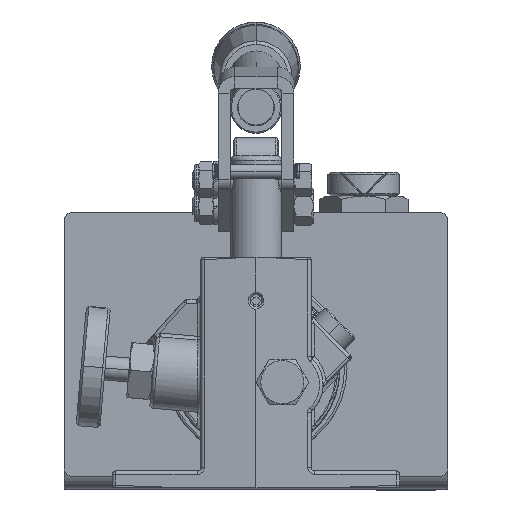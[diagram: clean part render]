
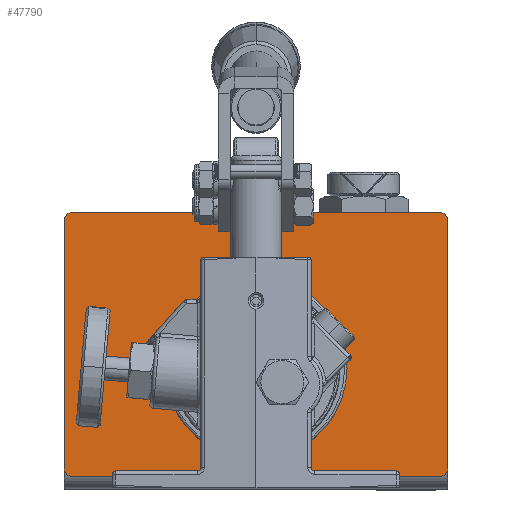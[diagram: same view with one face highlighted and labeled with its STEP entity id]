
A CAD part, top view. The second image highlights one B-rep face of the part: STEP entity #47790.
In plain terms, the highlighted planar face has unit normal (0, 0, 1).
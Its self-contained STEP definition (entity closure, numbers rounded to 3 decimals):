
#1155 = CARTESIAN_POINT ( 'NONE',  ( -80., 105., -26. ) ) ;
#1850 = LINE ( 'NONE', #29567, #49081 ) ;
#2523 = DIRECTION ( 'NONE',  ( 0., 0., 1. ) ) ;
#2816 = ORIENTED_EDGE ( 'NONE', *, *, #41248, .T. ) ;
#3425 = EDGE_CURVE ( 'NONE', #59428, #24309, #4059, .T. ) ;
#3710 = VERTEX_POINT ( 'NONE', #38448 ) ;
#4059 = LINE ( 'NONE', #46558, #49906 ) ;
#4128 = CARTESIAN_POINT ( 'NONE',  ( -77., -2., -26. ) ) ;
#4626 = VERTEX_POINT ( 'NONE', #1155 ) ;
#5229 = CIRCLE ( 'NONE', #55859, 3. ) ;
#5738 = DIRECTION ( 'NONE',  ( 0., 0., 1. ) ) ;
#6317 = VERTEX_POINT ( 'NONE', #4128 ) ;
#6987 = PLANE ( 'NONE',  #27098 ) ;
#8973 = AXIS2_PLACEMENT_3D ( 'NONE', #9749, #41721, #14334 ) ;
#9749 = CARTESIAN_POINT ( 'NONE',  ( 77., 1., -26. ) ) ;
#9860 = CARTESIAN_POINT ( 'NONE',  ( -80., 108., -26. ) ) ;
#10986 = EDGE_CURVE ( 'NONE', #24309, #4626, #47202, .T. ) ;
#11388 = DIRECTION ( 'NONE',  ( 1., 0., 0. ) ) ;
#11457 = DIRECTION ( 'NONE',  ( 1., 0., 0. ) ) ;
#11786 = DIRECTION ( 'NONE',  ( 0., 0., 1. ) ) ;
#13752 = CARTESIAN_POINT ( 'NONE',  ( -77., 105., -26. ) ) ;
#14334 = DIRECTION ( 'NONE',  ( 1., 0., 0. ) ) ;
#14440 = DIRECTION ( 'NONE',  ( 0., -1., 0. ) ) ;
#15459 = DIRECTION ( 'NONE',  ( 0., 0., 1. ) ) ;
#15866 = DIRECTION ( 'NONE',  ( -1., 0., 0. ) ) ;
#16001 = CARTESIAN_POINT ( 'NONE',  ( 80., 108., -26. ) ) ;
#16386 = ORIENTED_EDGE ( 'NONE', *, *, #10986, .T. ) ;
#17486 = VERTEX_POINT ( 'NONE', #23533 ) ;
#18447 = CIRCLE ( 'NONE', #20151, 3. ) ;
#19614 = CARTESIAN_POINT ( 'NONE',  ( 0., 43., -26. ) ) ;
#20151 = AXIS2_PLACEMENT_3D ( 'NONE', #42855, #15459, #47446 ) ;
#21449 = ORIENTED_EDGE ( 'NONE', *, *, #35960, .T. ) ;
#22205 = ORIENTED_EDGE ( 'NONE', *, *, #39745, .T. ) ;
#23113 = DIRECTION ( 'NONE',  ( 0., 0., 1. ) ) ;
#23533 = CARTESIAN_POINT ( 'NONE',  ( 77., -2., -26. ) ) ;
#23834 = AXIS2_PLACEMENT_3D ( 'NONE', #33139, #5738, #37734 ) ;
#24222 = DIRECTION ( 'NONE',  ( 1., 0., 0. ) ) ;
#24309 = VERTEX_POINT ( 'NONE', #37939 ) ;
#25357 = ORIENTED_EDGE ( 'NONE', *, *, #58799, .T. ) ;
#25672 = ORIENTED_EDGE ( 'NONE', *, *, #31168, .T. ) ;
#27098 = AXIS2_PLACEMENT_3D ( 'NONE', #29926, #2523, #34512 ) ;
#27641 = EDGE_LOOP ( 'NONE', ( #25357, #32770, #21449, #22205, #33176, #16386, #2816, #25672 ) ) ;
#28855 = CIRCLE ( 'NONE', #55704, 34.1 ) ;
#29033 = VECTOR ( 'NONE', #47977, 1000. ) ;
#29567 = CARTESIAN_POINT ( 'NONE',  ( -80., -2., -26. ) ) ;
#29926 = CARTESIAN_POINT ( 'NONE',  ( -80., -2., -26. ) ) ;
#31004 = EDGE_LOOP ( 'NONE', ( #43097, #34762 ) ) ;
#31168 = EDGE_CURVE ( 'NONE', #42908, #6317, #18447, .T. ) ;
#32770 = ORIENTED_EDGE ( 'NONE', *, *, #46525, .T. ) ;
#32881 = EDGE_CURVE ( 'NONE', #53019, #50724, #51590, .T. ) ;
#33139 = CARTESIAN_POINT ( 'NONE',  ( 0., 43., -26. ) ) ;
#33176 = ORIENTED_EDGE ( 'NONE', *, *, #3425, .T. ) ;
#33212 = CARTESIAN_POINT ( 'NONE',  ( 34.1, 43., -26. ) ) ;
#34512 = DIRECTION ( 'NONE',  ( 1., 0., 0. ) ) ;
#34762 = ORIENTED_EDGE ( 'NONE', *, *, #53006, .F. ) ;
#35960 = EDGE_CURVE ( 'NONE', #3710, #50500, #41181, .T. ) ;
#37734 = DIRECTION ( 'NONE',  ( 1., 0., 0. ) ) ;
#37939 = CARTESIAN_POINT ( 'NONE',  ( -77., 108., -26. ) ) ;
#38448 = CARTESIAN_POINT ( 'NONE',  ( 80., 1., -26. ) ) ;
#39745 = EDGE_CURVE ( 'NONE', #50500, #59428, #5229, .T. ) ;
#39791 = FACE_BOUND ( 'NONE', #31004, .T. ) ;
#41181 = LINE ( 'NONE', #16001, #29033 ) ;
#41248 = EDGE_CURVE ( 'NONE', #4626, #42908, #47157, .T. ) ;
#41721 = DIRECTION ( 'NONE',  ( 0., 0., 1. ) ) ;
#42855 = CARTESIAN_POINT ( 'NONE',  ( -77., 1., -26. ) ) ;
#42908 = VERTEX_POINT ( 'NONE', #48193 ) ;
#43097 = ORIENTED_EDGE ( 'NONE', *, *, #32881, .F. ) ;
#45640 = CARTESIAN_POINT ( 'NONE',  ( -34.1, 43., -26. ) ) ;
#45927 = AXIS2_PLACEMENT_3D ( 'NONE', #13752, #11786, #11457 ) ;
#46525 = EDGE_CURVE ( 'NONE', #17486, #3710, #50843, .T. ) ;
#46558 = CARTESIAN_POINT ( 'NONE',  ( -80., 108., -26. ) ) ;
#47157 = LINE ( 'NONE', #9860, #48576 ) ;
#47202 = CIRCLE ( 'NONE', #45927, 3. ) ;
#47446 = DIRECTION ( 'NONE',  ( 1., 0., 0. ) ) ;
#47790 = ADVANCED_FACE ( 'NONE', ( #39791, #50585 ), #6987, .T. ) ;
#47977 = DIRECTION ( 'NONE',  ( 0., 1., 0. ) ) ;
#48193 = CARTESIAN_POINT ( 'NONE',  ( -80., 1., -26. ) ) ;
#48576 = VECTOR ( 'NONE', #14440, 1000. ) ;
#49081 = VECTOR ( 'NONE', #11388, 1000. ) ;
#49480 = CARTESIAN_POINT ( 'NONE',  ( 77., 108., -26. ) ) ;
#49906 = VECTOR ( 'NONE', #15866, 1000. ) ;
#50500 = VERTEX_POINT ( 'NONE', #56769 ) ;
#50540 = CARTESIAN_POINT ( 'NONE',  ( 77., 105., -26. ) ) ;
#50585 = FACE_OUTER_BOUND ( 'NONE', #27641, .T. ) ;
#50724 = VERTEX_POINT ( 'NONE', #45640 ) ;
#50843 = CIRCLE ( 'NONE', #8973, 3. ) ;
#51590 = CIRCLE ( 'NONE', #23834, 34.1 ) ;
#51626 = DIRECTION ( 'NONE',  ( 0., 0., 1. ) ) ;
#53006 = EDGE_CURVE ( 'NONE', #50724, #53019, #28855, .T. ) ;
#53019 = VERTEX_POINT ( 'NONE', #33212 ) ;
#55258 = DIRECTION ( 'NONE',  ( 1., 0., 0. ) ) ;
#55704 = AXIS2_PLACEMENT_3D ( 'NONE', #19614, #51626, #24222 ) ;
#55859 = AXIS2_PLACEMENT_3D ( 'NONE', #50540, #23113, #55258 ) ;
#56769 = CARTESIAN_POINT ( 'NONE',  ( 80., 105., -26. ) ) ;
#58799 = EDGE_CURVE ( 'NONE', #6317, #17486, #1850, .T. ) ;
#59428 = VERTEX_POINT ( 'NONE', #49480 ) ;
